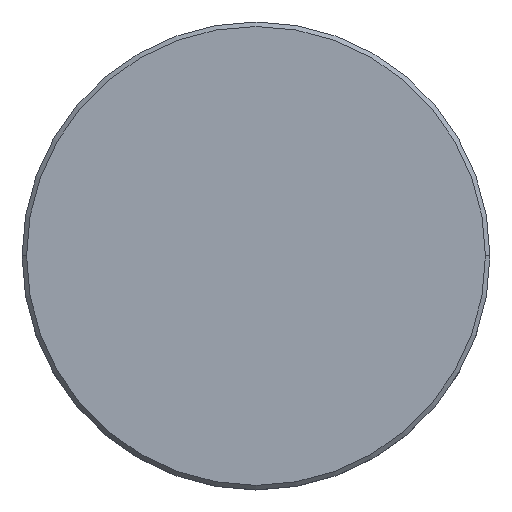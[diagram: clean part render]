
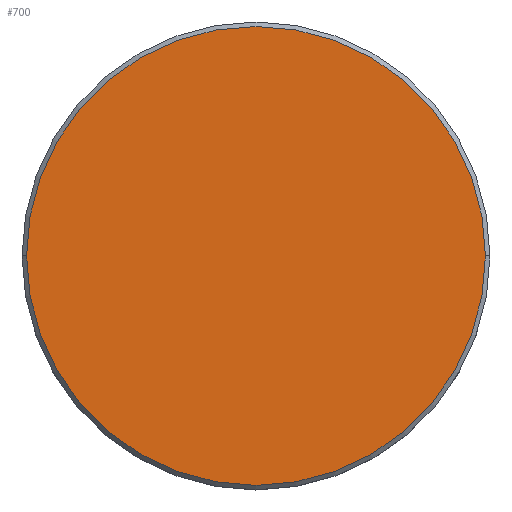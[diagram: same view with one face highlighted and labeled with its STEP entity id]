
A CAD part, top view. The second image highlights one B-rep face of the part: STEP entity #700.
In plain terms, the highlighted planar face has unit normal (0, 0, 1).
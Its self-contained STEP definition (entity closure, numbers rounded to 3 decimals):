
#20 = EDGE_CURVE ( 'NONE', #456, #934, #796, .T. ) ;
#78 = AXIS2_PLACEMENT_3D ( 'NONE', #632, #1006, #539 ) ;
#261 = AXIS2_PLACEMENT_3D ( 'NONE', #1162, #1144, #1049 ) ;
#384 = EDGE_CURVE ( 'NONE', #934, #456, #1016, .T. ) ;
#456 = VERTEX_POINT ( 'NONE', #613 ) ;
#539 = DIRECTION ( 'NONE',  ( 1., 0., 0. ) ) ;
#563 = ORIENTED_EDGE ( 'NONE', *, *, #20, .T. ) ;
#613 = CARTESIAN_POINT ( 'NONE',  ( 25.5, 0., 0. ) ) ;
#632 = CARTESIAN_POINT ( 'NONE',  ( 0., 0., 0. ) ) ;
#652 = DIRECTION ( 'NONE',  ( 1., 0., 0. ) ) ;
#658 = CARTESIAN_POINT ( 'NONE',  ( 0., 0., 0. ) ) ;
#700 = ADVANCED_FACE ( 'NONE', ( #781 ), #1043, .T. ) ;
#781 = FACE_OUTER_BOUND ( 'NONE', #1066, .T. ) ;
#796 = CIRCLE ( 'NONE', #1042, 25.5 ) ;
#934 = VERTEX_POINT ( 'NONE', #1113 ) ;
#1005 = ORIENTED_EDGE ( 'NONE', *, *, #384, .T. ) ;
#1006 = DIRECTION ( 'NONE',  ( 0., 0., 1. ) ) ;
#1016 = CIRCLE ( 'NONE', #78, 25.5 ) ;
#1042 = AXIS2_PLACEMENT_3D ( 'NONE', #658, #1110, #652 ) ;
#1043 = PLANE ( 'NONE',  #261 ) ;
#1049 = DIRECTION ( 'NONE',  ( 1., 0., 0. ) ) ;
#1066 = EDGE_LOOP ( 'NONE', ( #1005, #563 ) ) ;
#1110 = DIRECTION ( 'NONE',  ( 0., 0., 1. ) ) ;
#1113 = CARTESIAN_POINT ( 'NONE',  ( -25.5, 0., 0. ) ) ;
#1144 = DIRECTION ( 'NONE',  ( 0., 0., 1. ) ) ;
#1162 = CARTESIAN_POINT ( 'NONE',  ( 0., 0., 0. ) ) ;
